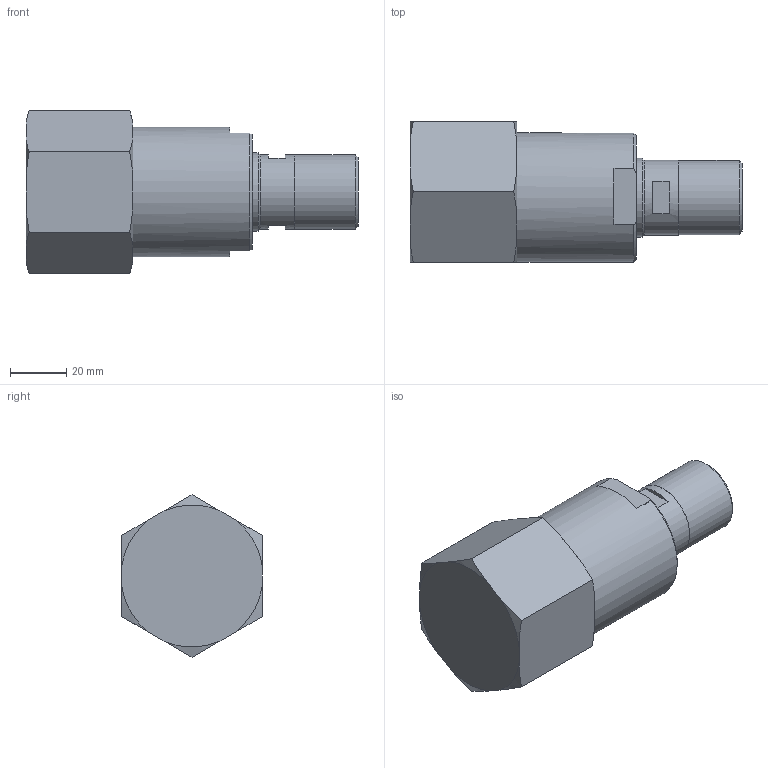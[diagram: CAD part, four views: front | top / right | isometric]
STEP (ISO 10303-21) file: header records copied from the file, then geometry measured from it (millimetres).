
FILE_DESCRIPTION (( 'STEP AP214' ), '1' );
FILE_NAME ('BAL-GGN19-IC-KAF.STEP', '2016-08-23T09:50:37', ( '' ), ( '' ), 'SwSTEP 2.0', 'SolidWorks 2016', '' );
FILE_SCHEMA (( 'AUTOMOTIVE_DESIGN' ));
Length unit declared in the file: millimetre
Products named in the file (1): BAL-GGN19-IC-KAF
Bounding box: 118 x 50 x 57.73 mm (x, y, z)
Volume: 138329.7 mm3; surface area: 26506.2 mm2
Topology: 1 solids, 1 shells, 49 faces, 125 edges, 81 vertices
Faces by surface type: plane 23, bspline 12, cone 8, cylinder 6
Full cylindrical faces by diameter (mm): 18 x1, 24.5 x1, 26.4 x1, 26.6 x1, 28 x1, 46 x1
Entity records: 1552 total; most frequent: CARTESIAN_POINT 534, ORIENTED_EDGE 208, DIRECTION 162, EDGE_CURVE 104, VERTEX_POINT 74, EDGE_LOOP 66, AXIS2_PLACEMENT_3D 62, FACE_OUTER_BOUND 55
